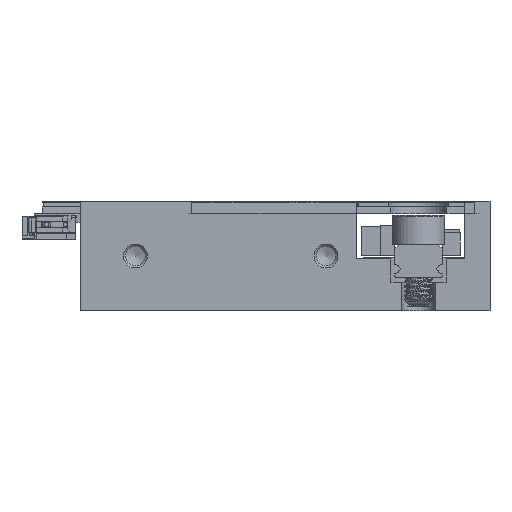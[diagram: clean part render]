
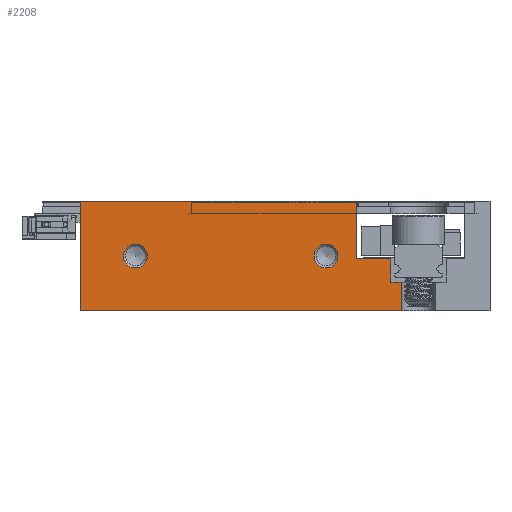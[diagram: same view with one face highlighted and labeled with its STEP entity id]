
A CAD part, left-side view. The second image highlights one B-rep face of the part: STEP entity #2208.
In plain terms, the highlighted planar face has unit normal (-1, 0, 0).
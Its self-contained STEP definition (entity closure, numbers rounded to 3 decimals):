
#1498=FACE_BOUND('',#5665,.T.);
#1499=FACE_BOUND('',#5666,.T.);
#1500=FACE_BOUND('',#5667,.T.);
#2208=ADVANCED_FACE('',(#1498,#1499,#1500),#3566,.F.);
#3566=PLANE('',#27242);
#5665=EDGE_LOOP('',(#8273));
#5666=EDGE_LOOP('',(#8274));
#5667=EDGE_LOOP('',(#8275,#8276,#8277,#8278,#8279,#8280,#8281,#8282));
#7472=CIRCLE('',#27240,1.25);
#7473=CIRCLE('',#27241,1.25);
#8273=ORIENTED_EDGE('',*,*,#17972,.T.);
#8274=ORIENTED_EDGE('',*,*,#17973,.T.);
#8275=ORIENTED_EDGE('',*,*,#17952,.T.);
#8276=ORIENTED_EDGE('',*,*,#17974,.T.);
#8277=ORIENTED_EDGE('',*,*,#17975,.T.);
#8278=ORIENTED_EDGE('',*,*,#17976,.T.);
#8279=ORIENTED_EDGE('',*,*,#17977,.T.);
#8280=ORIENTED_EDGE('',*,*,#17930,.T.);
#8281=ORIENTED_EDGE('',*,*,#17904,.F.);
#8282=ORIENTED_EDGE('',*,*,#17914,.T.);
#15408=VERTEX_POINT('',#36393);
#15409=VERTEX_POINT('',#36395);
#15416=VERTEX_POINT('',#36412);
#15427=VERTEX_POINT('',#36444);
#15446=VERTEX_POINT('',#36488);
#15462=VERTEX_POINT('',#36529);
#15463=VERTEX_POINT('',#36531);
#15464=VERTEX_POINT('',#36533);
#15465=VERTEX_POINT('',#36535);
#15466=VERTEX_POINT('',#36537);
#17904=EDGE_CURVE('',#15408,#15409,#21505,.T.);
#17914=EDGE_CURVE('',#15408,#15416,#21513,.T.);
#17930=EDGE_CURVE('',#15427,#15409,#21529,.T.);
#17952=EDGE_CURVE('',#15416,#15446,#21540,.T.);
#17972=EDGE_CURVE('',#15462,#15462,#7472,.T.);
#17973=EDGE_CURVE('',#15463,#15463,#7473,.T.);
#17974=EDGE_CURVE('',#15446,#15464,#21559,.T.);
#17975=EDGE_CURVE('',#15464,#15465,#21560,.T.);
#17976=EDGE_CURVE('',#15465,#15466,#21561,.T.);
#17977=EDGE_CURVE('',#15466,#15427,#21562,.T.);
#21505=LINE('',#36394,#24370);
#21513=LINE('',#36413,#24378);
#21529=LINE('',#36443,#24394);
#21540=LINE('',#36489,#24405);
#21559=LINE('',#36532,#24424);
#21560=LINE('',#36534,#24425);
#21561=LINE('',#36536,#24426);
#21562=LINE('',#36538,#24427);
#24370=VECTOR('',#29342,1.);
#24378=VECTOR('',#29356,1.);
#24394=VECTOR('',#29380,1.);
#24405=VECTOR('',#29421,1.);
#24424=VECTOR('',#29454,1.);
#24425=VECTOR('',#29455,1.);
#24426=VECTOR('',#29456,1.);
#24427=VECTOR('',#29457,1.);
#27240=AXIS2_PLACEMENT_3D('',#36528,#29450,#29451);
#27241=AXIS2_PLACEMENT_3D('',#36530,#29452,#29453);
#27242=AXIS2_PLACEMENT_3D('',#36539,#29458,#29459);
#29342=DIRECTION('',(0.,-1.,0.));
#29356=DIRECTION('',(0.,0.,-1.));
#29380=DIRECTION('',(0.,0.,1.));
#29421=DIRECTION('',(0.,-1.,0.));
#29450=DIRECTION('',(1.,0.,0.));
#29451=DIRECTION('',(0.,1.,0.));
#29452=DIRECTION('',(1.,0.,0.));
#29453=DIRECTION('',(0.,1.,0.));
#29454=DIRECTION('',(0.,0.,1.));
#29455=DIRECTION('',(0.,1.,0.));
#29456=DIRECTION('',(0.,0.,1.));
#29457=DIRECTION('',(0.,1.,0.));
#29458=DIRECTION('',(1.,0.,0.));
#29459=DIRECTION('',(0.,1.,0.));
#36393=CARTESIAN_POINT('',(-15.,43.,11.5));
#36394=CARTESIAN_POINT('',(-15.,43.,11.5));
#36395=CARTESIAN_POINT('',(-15.,14.05,11.5));
#36412=CARTESIAN_POINT('',(-15.,43.,0.));
#36413=CARTESIAN_POINT('',(-15.,43.,11.5));
#36443=CARTESIAN_POINT('',(-15.,14.05,5.5));
#36444=CARTESIAN_POINT('',(-15.,14.05,5.5));
#36488=CARTESIAN_POINT('',(-15.,9.25,0.));
#36489=CARTESIAN_POINT('',(-15.,43.,0.));
#36528=CARTESIAN_POINT('',(-15.,37.2,5.75));
#36529=CARTESIAN_POINT('',(-15.,38.45,5.75));
#36530=CARTESIAN_POINT('',(-15.,17.2,5.75));
#36531=CARTESIAN_POINT('',(-15.,18.45,5.75));
#36532=CARTESIAN_POINT('',(-15.,9.25,-0.3));
#36533=CARTESIAN_POINT('',(-15.,9.25,3.));
#36534=CARTESIAN_POINT('',(-15.,4.6,3.));
#36535=CARTESIAN_POINT('',(-15.,10.4,3.));
#36536=CARTESIAN_POINT('',(-15.,10.4,3.));
#36537=CARTESIAN_POINT('',(-15.,10.4,5.5));
#36538=CARTESIAN_POINT('',(-15.,10.4,5.5));
#36539=CARTESIAN_POINT('',(-15.,43.,11.5));
